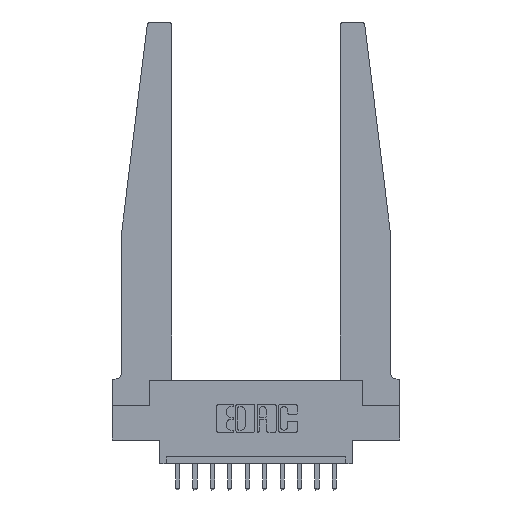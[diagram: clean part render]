
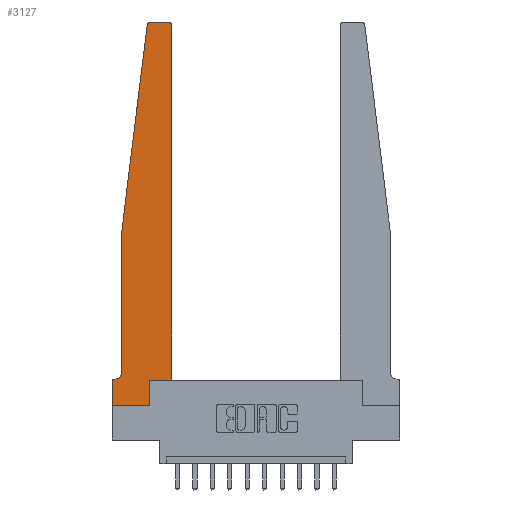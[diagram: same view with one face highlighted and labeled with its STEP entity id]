
A CAD part, top view. The second image highlights one B-rep face of the part: STEP entity #3127.
In plain terms, the highlighted planar face has unit normal (0, 0, 1).
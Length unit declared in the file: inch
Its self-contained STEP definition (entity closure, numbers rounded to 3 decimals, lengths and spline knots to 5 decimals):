
#36 = CARTESIAN_POINT ( 'NONE',  ( 0.065, 1.25, 0.37 ) ) ;
#43 = CARTESIAN_POINT ( 'NONE',  ( 0., 0.1875, 0.37 ) ) ;
#215 = ORIENTED_EDGE ( 'NONE', *, *, #13397, .T. ) ;
#231 = AXIS2_PLACEMENT_3D ( 'NONE', #1597, #8720, #7553 ) ;
#255 = DIRECTION ( 'NONE',  ( -0.122, -0.992, 0. ) ) ;
#705 = LINE ( 'NONE', #3619, #3509 ) ;
#715 = DIRECTION ( 'NONE',  ( 0., 1., 0. ) ) ;
#1228 = DIRECTION ( 'NONE',  ( 0., 0., 1. ) ) ;
#1344 = EDGE_CURVE ( 'NONE', #10399, #13802, #2028, .T. ) ;
#1397 = CARTESIAN_POINT ( 'NONE',  ( 0.395, 2.72, 0.37 ) ) ;
#1536 = CIRCLE ( 'NONE', #4456, 0.03 ) ;
#1597 = CARTESIAN_POINT ( 'NONE',  ( 0.015, 0.2375, 0.37 ) ) ;
#1769 = DIRECTION ( 'NONE',  ( -1., 0., 0. ) ) ;
#2028 = LINE ( 'NONE', #2784, #10817 ) ;
#2340 = CARTESIAN_POINT ( 'NONE',  ( 0.27653, 2.75, 0.37 ) ) ;
#2497 = DIRECTION ( 'NONE',  ( 1., 0., 0. ) ) ;
#2580 = DIRECTION ( 'NONE',  ( 1., 0., 0. ) ) ;
#2784 = CARTESIAN_POINT ( 'NONE',  ( 0.425, 0.18, 0.37 ) ) ;
#2886 = EDGE_CURVE ( 'NONE', #11096, #3394, #3292, .T. ) ;
#2892 = CIRCLE ( 'NONE', #231, 0.05 ) ;
#3052 = CARTESIAN_POINT ( 'NONE',  ( 0.065, 0.1875, 0.37 ) ) ;
#3127 = ADVANCED_FACE ( 'NONE', ( #3682 ), #9552, .T. ) ;
#3237 = EDGE_CURVE ( 'NONE', #13628, #5971, #15087, .T. ) ;
#3280 = VECTOR ( 'NONE', #12417, 39.37008 ) ;
#3292 = LINE ( 'NONE', #12274, #5350 ) ;
#3372 = EDGE_CURVE ( 'NONE', #6074, #6842, #10042, .T. ) ;
#3394 = VERTEX_POINT ( 'NONE', #2340 ) ;
#3509 = VECTOR ( 'NONE', #2580, 39.37008 ) ;
#3610 = ORIENTED_EDGE ( 'NONE', *, *, #2886, .T. ) ;
#3619 = CARTESIAN_POINT ( 'NONE',  ( 0.425, 0.18, 0.37 ) ) ;
#3682 = FACE_OUTER_BOUND ( 'NONE', #5125, .T. ) ;
#3837 = EDGE_CURVE ( 'NONE', #8637, #6074, #10942, .T. ) ;
#4423 = LINE ( 'NONE', #9955, #10971 ) ;
#4456 = AXIS2_PLACEMENT_3D ( 'NONE', #1397, #12072, #2497 ) ;
#4946 = ORIENTED_EDGE ( 'NONE', *, *, #14222, .T. ) ;
#4987 = AXIS2_PLACEMENT_3D ( 'NONE', #8650, #14502, #8544 ) ;
#5058 = CARTESIAN_POINT ( 'NONE',  ( 0., 0., 0.37 ) ) ;
#5125 = EDGE_LOOP ( 'NONE', ( #3610, #7091, #9014, #8133, #215, #9624, #12788, #14469, #6819, #12428, #9277, #4946 ) ) ;
#5172 = CARTESIAN_POINT ( 'NONE',  ( 0.425, 0.18, 0.37 ) ) ;
#5350 = VECTOR ( 'NONE', #1769, 39.37008 ) ;
#5366 = CARTESIAN_POINT ( 'NONE',  ( 0.425, 2.72, 0.37 ) ) ;
#5770 = EDGE_CURVE ( 'NONE', #3394, #8637, #14047, .T. ) ;
#5911 = CARTESIAN_POINT ( 'NONE',  ( 0., 0.1875, 0.37 ) ) ;
#5971 = VERTEX_POINT ( 'NONE', #5911 ) ;
#6074 = VERTEX_POINT ( 'NONE', #36 ) ;
#6478 = VERTEX_POINT ( 'NONE', #9589 ) ;
#6531 = VERTEX_POINT ( 'NONE', #7850 ) ;
#6588 = CARTESIAN_POINT ( 'NONE',  ( 0.015, 0.1875, 0.37 ) ) ;
#6819 = ORIENTED_EDGE ( 'NONE', *, *, #10463, .T. ) ;
#6842 = VERTEX_POINT ( 'NONE', #8747 ) ;
#6977 = EDGE_CURVE ( 'NONE', #6478, #7047, #4423, .T. ) ;
#7047 = VERTEX_POINT ( 'NONE', #11340 ) ;
#7091 = ORIENTED_EDGE ( 'NONE', *, *, #5770, .T. ) ;
#7098 = VECTOR ( 'NONE', #715, 39.37008 ) ;
#7356 = CARTESIAN_POINT ( 'NONE',  ( 0.395, 2.75, 0.37 ) ) ;
#7404 = VECTOR ( 'NONE', #8139, 39.37008 ) ;
#7428 = CARTESIAN_POINT ( 'NONE',  ( 0.065, 1.25, 0.37 ) ) ;
#7553 = DIRECTION ( 'NONE',  ( -1., 0., 0. ) ) ;
#7584 = DIRECTION ( 'NONE',  ( 0., 1., 0. ) ) ;
#7668 = VECTOR ( 'NONE', #8577, 39.37008 ) ;
#7850 = CARTESIAN_POINT ( 'NONE',  ( 0.2605, 0.18, 0.37 ) ) ;
#8051 = LINE ( 'NONE', #5058, #7668 ) ;
#8133 = ORIENTED_EDGE ( 'NONE', *, *, #3372, .T. ) ;
#8139 = DIRECTION ( 'NONE',  ( 0., -1., 0. ) ) ;
#8185 = CARTESIAN_POINT ( 'NONE',  ( 0.065, 1.25, 0.37 ) ) ;
#8269 = AXIS2_PLACEMENT_3D ( 'NONE', #43, #1228, #9612 ) ;
#8544 = DIRECTION ( 'NONE',  ( 1., 0., 0. ) ) ;
#8577 = DIRECTION ( 'NONE',  ( 0., -1., 0. ) ) ;
#8637 = VERTEX_POINT ( 'NONE', #14925 ) ;
#8640 = DIRECTION ( 'NONE',  ( 1., 0., 0. ) ) ;
#8650 = CARTESIAN_POINT ( 'NONE',  ( 0.27653, 2.72, 0.37 ) ) ;
#8720 = DIRECTION ( 'NONE',  ( 0., 0., -1. ) ) ;
#8747 = CARTESIAN_POINT ( 'NONE',  ( 0.065, 0.2375, 0.37 ) ) ;
#9014 = ORIENTED_EDGE ( 'NONE', *, *, #3837, .T. ) ;
#9277 = ORIENTED_EDGE ( 'NONE', *, *, #1344, .T. ) ;
#9552 = PLANE ( 'NONE',  #8269 ) ;
#9589 = CARTESIAN_POINT ( 'NONE',  ( 0., 0., 0.37 ) ) ;
#9612 = DIRECTION ( 'NONE',  ( 1., 0., 0. ) ) ;
#9624 = ORIENTED_EDGE ( 'NONE', *, *, #3237, .T. ) ;
#9955 = CARTESIAN_POINT ( 'NONE',  ( 0., 0., 0.37 ) ) ;
#10042 = LINE ( 'NONE', #8185, #7404 ) ;
#10399 = VERTEX_POINT ( 'NONE', #5172 ) ;
#10463 = EDGE_CURVE ( 'NONE', #7047, #6531, #13853, .T. ) ;
#10817 = VECTOR ( 'NONE', #7584, 39.37008 ) ;
#10942 = LINE ( 'NONE', #7428, #14115 ) ;
#10971 = VECTOR ( 'NONE', #8640, 39.37008 ) ;
#11096 = VERTEX_POINT ( 'NONE', #7356 ) ;
#11145 = EDGE_CURVE ( 'NONE', #5971, #6478, #8051, .T. ) ;
#11340 = CARTESIAN_POINT ( 'NONE',  ( 0.2605, 0., 0.37 ) ) ;
#12072 = DIRECTION ( 'NONE',  ( 0., 0., 1. ) ) ;
#12185 = EDGE_CURVE ( 'NONE', #6531, #10399, #705, .T. ) ;
#12274 = CARTESIAN_POINT ( 'NONE',  ( 0.25, 2.75, 0.37 ) ) ;
#12417 = DIRECTION ( 'NONE',  ( -1., 0., 0. ) ) ;
#12428 = ORIENTED_EDGE ( 'NONE', *, *, #12185, .T. ) ;
#12788 = ORIENTED_EDGE ( 'NONE', *, *, #11145, .T. ) ;
#13397 = EDGE_CURVE ( 'NONE', #6842, #13628, #2892, .T. ) ;
#13628 = VERTEX_POINT ( 'NONE', #6588 ) ;
#13802 = VERTEX_POINT ( 'NONE', #5366 ) ;
#13853 = LINE ( 'NONE', #15161, #7098 ) ;
#14047 = CIRCLE ( 'NONE', #4987, 0.03 ) ;
#14115 = VECTOR ( 'NONE', #255, 39.37008 ) ;
#14222 = EDGE_CURVE ( 'NONE', #13802, #11096, #1536, .T. ) ;
#14469 = ORIENTED_EDGE ( 'NONE', *, *, #6977, .T. ) ;
#14502 = DIRECTION ( 'NONE',  ( 0., 0., 1. ) ) ;
#14925 = CARTESIAN_POINT ( 'NONE',  ( 0.24675, 2.72367, 0.37 ) ) ;
#15087 = LINE ( 'NONE', #3052, #3280 ) ;
#15161 = CARTESIAN_POINT ( 'NONE',  ( 0.2605, 0.18, 0.37 ) ) ;
